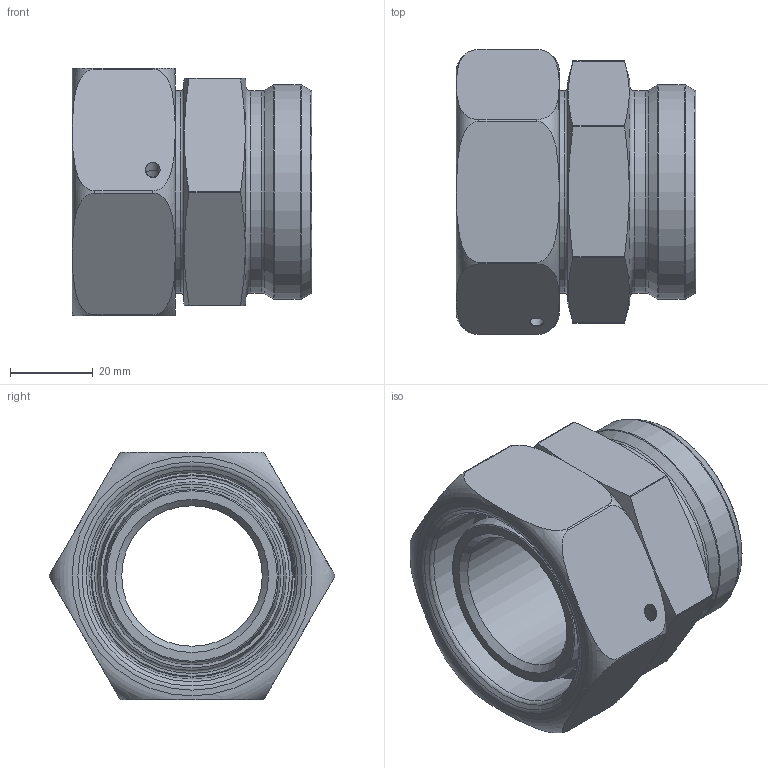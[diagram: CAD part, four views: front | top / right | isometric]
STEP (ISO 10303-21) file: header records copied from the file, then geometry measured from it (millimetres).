
FILE_DESCRIPTION(/* description */ (''),/* implementation_level */ '2;1');
FILE_NAME(/* name */ 'GDA42.stp',/* time_stamp */ '2025-01-17T07:36:00+01:00',/* author */ (''),/* organization */ (''),/* preprocessor_version */ 'ST-DEVELOPER v16',/* originating_system */ 'SIEMENS PLM Software NX 10.0',/* authorisation */ '');
FILE_SCHEMA (('CONFIG_CONTROL_DESIGN'));
Length unit declared in the file: millimetre
Products named in the file (5): X-ST38; X-OR-42; X-MT38; X-GDA42; GDA42
Assembly tree (4 placements, depth 2):
  GDA42
    X-GDA42
    X-MT38
    X-OR-42
    X-ST38
Bounding box: 58 x 69 x 60 mm (x, y, z)
Volume: 83837.3 mm3; surface area: 31822.9 mm2
Topology: 4 solids, 4 shells, 266 faces, 709 edges, 467 vertices
Faces by surface type: plane 188, cylinder 22, torus 20, extrusion 20, cone 13, bspline 2, revolution 1
Full cylindrical faces by diameter (mm): 3.345 x1, 3.545 x1, 34 x1, 42.345 x1, 48.9 x1, 48.955 x2, 49.25 x1, 50 x1, 52 x1
Entity records: 9791 total; most frequent: CARTESIAN_POINT 3640, ORIENTED_EDGE 1288, DIRECTION 847, EDGE_CURVE 644, VERTEX_POINT 448, B_SPLINE_CURVE_WITH_KNOTS 403, EDGE_LOOP 333, AXIS2_PLACEMENT_3D 316
